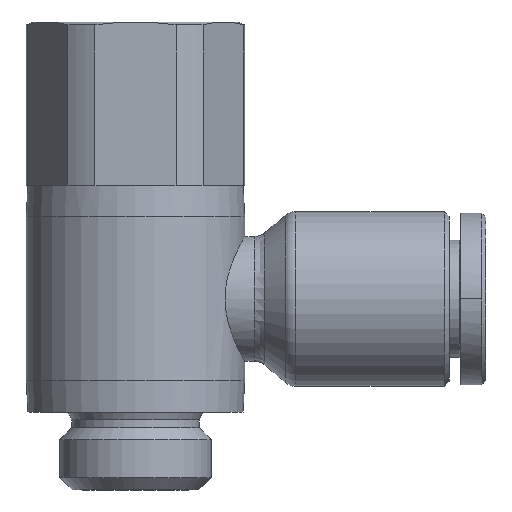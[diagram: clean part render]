
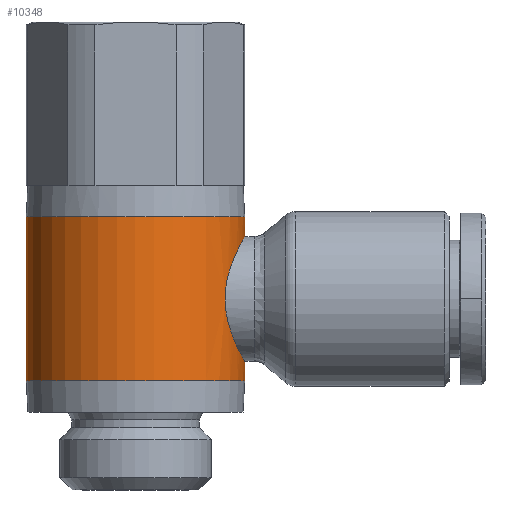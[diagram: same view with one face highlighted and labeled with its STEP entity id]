
A CAD part, front view. The second image highlights one B-rep face of the part: STEP entity #10348.
In plain terms, the highlighted cylindrical face has radius 7 mm (diameter 14 mm), a partial arc.
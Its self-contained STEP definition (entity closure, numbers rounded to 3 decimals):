
#225=CARTESIAN_POINT('',(-7.5,0.,4.0));
#226=VERTEX_POINT('',#225);
#242=CARTESIAN_POINT('',(-7.5,0.,-4.));
#243=VERTEX_POINT('',#242);
#447=CARTESIAN_POINT('',(-7.5,0.,5.25));
#448=VERTEX_POINT('',#447);
#457=CARTESIAN_POINT('',(6.5,0.,5.25));
#458=VERTEX_POINT('',#457);
#545=CARTESIAN_POINT('',(-7.5,0.,-5.25));
#546=VERTEX_POINT('',#545);
#562=CARTESIAN_POINT('',(6.5,0.,-5.25));
#563=VERTEX_POINT('',#562);
#627=CARTESIAN_POINT('',(-7.5,0.,-5.25));
#628=DIRECTION('',(0.0,0.0,1.0));
#629=VECTOR('',#628,1.25);
#630=LINE('',#627,#629);
#631=EDGE_CURVE('',#546,#243,#630,.T.);
#634=CARTESIAN_POINT('',(6.5,0.,5.25));
#635=DIRECTION('',(0.0,0.0,-1.0));
#636=VECTOR('',#635,10.5);
#637=LINE('',#634,#636);
#638=EDGE_CURVE('',#458,#563,#637,.T.);
#641=CARTESIAN_POINT('',(-7.5,0.,4.0));
#642=DIRECTION('',(0.0,0.0,1.0));
#643=VECTOR('',#642,1.25);
#644=LINE('',#641,#643);
#645=EDGE_CURVE('',#226,#448,#644,.T.);
#10280=CARTESIAN_POINT('',(-0.5,0.,0.));
#10281=DIRECTION('',(0.,0.,1.0));
#10282=DIRECTION('',(-1.0,0.0,0.0));
#10283=AXIS2_PLACEMENT_3D('',#10280,#10281,#10282);
#10284=CYLINDRICAL_SURFACE('',#10283,7.);
#10285=ORIENTED_EDGE('',*,*,#631,.T.);
#10286=CARTESIAN_POINT('',(-6.245,4.,0.));
#10287=VERTEX_POINT('',#10286);
#10288=CARTESIAN_POINT('',(-6.245,4.,0.));
#10289=CARTESIAN_POINT('',(-6.245,4.,-0.259));
#10290=CARTESIAN_POINT('',(-6.263,3.974,-0.524));
#10291=CARTESIAN_POINT('',(-6.333,3.87,-1.046));
#10292=CARTESIAN_POINT('',(-6.386,3.791,-1.303));
#10293=CARTESIAN_POINT('',(-6.513,3.586,-1.793));
#10294=CARTESIAN_POINT('',(-6.588,3.459,-2.026));
#10295=CARTESIAN_POINT('',(-6.745,3.167,-2.457));
#10296=CARTESIAN_POINT('',(-6.826,3.003,-2.654));
#10297=CARTESIAN_POINT('',(-6.98,2.655,-3.002));
#10298=CARTESIAN_POINT('',(-7.058,2.458,-3.166));
#10299=CARTESIAN_POINT('',(-7.204,2.027,-3.458));
#10300=CARTESIAN_POINT('',(-7.271,1.793,-3.585));
#10301=CARTESIAN_POINT('',(-7.382,1.302,-3.792));
#10302=CARTESIAN_POINT('',(-7.427,1.044,-3.87));
#10303=CARTESIAN_POINT('',(-7.485,0.522,-3.975));
#10304=CARTESIAN_POINT('',(-7.5,0.258,-4.));
#10305=CARTESIAN_POINT('',(-7.5,0.,-4.));
#10306=B_SPLINE_CURVE_WITH_KNOTS('',3,(#10288,#10289,#10290,#10291,#10292,#10293,#10294,#10295,#10296,#10297,#10298,#10299,#10300,#10301,#10302,#10303,#10304,#10305),.UNSPECIFIED.,.F.,.U.,(4,2,2,2,2,2,2,2,4),(0.0,0.776,1.553,2.329,3.106,3.878,4.651,5.424,6.196),.UNSPECIFIED.);
#10307=EDGE_CURVE('',#10287,#243,#10306,.T.);
#10308=ORIENTED_EDGE('',*,*,#10307,.F.);
#10309=CARTESIAN_POINT('',(-7.5,0.,4.0));
#10310=CARTESIAN_POINT('',(-7.5,0.258,4.0));
#10311=CARTESIAN_POINT('',(-7.485,0.522,3.975));
#10312=CARTESIAN_POINT('',(-7.427,1.044,3.87));
#10313=CARTESIAN_POINT('',(-7.382,1.302,3.792));
#10314=CARTESIAN_POINT('',(-7.271,1.793,3.585));
#10315=CARTESIAN_POINT('',(-7.204,2.027,3.458));
#10316=CARTESIAN_POINT('',(-7.058,2.458,3.166));
#10317=CARTESIAN_POINT('',(-6.98,2.655,3.002));
#10318=CARTESIAN_POINT('',(-6.826,3.003,2.654));
#10319=CARTESIAN_POINT('',(-6.745,3.167,2.457));
#10320=CARTESIAN_POINT('',(-6.588,3.459,2.026));
#10321=CARTESIAN_POINT('',(-6.513,3.586,1.793));
#10322=CARTESIAN_POINT('',(-6.386,3.791,1.303));
#10323=CARTESIAN_POINT('',(-6.333,3.87,1.046));
#10324=CARTESIAN_POINT('',(-6.263,3.974,0.524));
#10325=CARTESIAN_POINT('',(-6.245,4.,0.259));
#10326=CARTESIAN_POINT('',(-6.245,4.,0.));
#10327=B_SPLINE_CURVE_WITH_KNOTS('',3,(#10309,#10310,#10311,#10312,#10313,#10314,#10315,#10316,#10317,#10318,#10319,#10320,#10321,#10322,#10323,#10324,#10325,#10326),.UNSPECIFIED.,.F.,.U.,(4,2,2,2,2,2,2,2,4),(18.588,19.361,20.133,20.906,21.678,22.455,23.231,24.008,24.784),.UNSPECIFIED.);
#10328=EDGE_CURVE('',#226,#10287,#10327,.T.);
#10329=ORIENTED_EDGE('',*,*,#10328,.F.);
#10330=ORIENTED_EDGE('',*,*,#645,.T.);
#10331=CARTESIAN_POINT('',(-0.5,0.,5.25));
#10332=DIRECTION('',(0.0,0.0,1.0));
#10333=DIRECTION('',(-1.0,0.0,0.0));
#10334=AXIS2_PLACEMENT_3D('',#10331,#10332,#10333);
#10335=CIRCLE('',#10334,7.);
#10336=EDGE_CURVE('',#458,#448,#10335,.T.);
#10337=ORIENTED_EDGE('',*,*,#10336,.F.);
#10338=ORIENTED_EDGE('',*,*,#638,.T.);
#10339=CARTESIAN_POINT('',(-0.5,0.,-5.25));
#10340=DIRECTION('',(0.0,0.0,1.0));
#10341=DIRECTION('',(-1.0,0.0,0.0));
#10342=AXIS2_PLACEMENT_3D('',#10339,#10340,#10341);
#10343=CIRCLE('',#10342,7.);
#10344=EDGE_CURVE('',#563,#546,#10343,.T.);
#10345=ORIENTED_EDGE('',*,*,#10344,.T.);
#10346=EDGE_LOOP('',(#10285,#10308,#10329,#10330,#10337,#10338,#10345));
#10347=FACE_OUTER_BOUND('',#10346,.T.);
#10348=ADVANCED_FACE('',(#10347),#10284,.T.);
